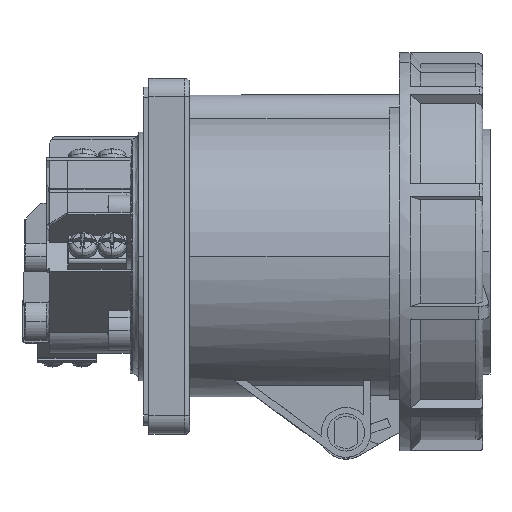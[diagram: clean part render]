
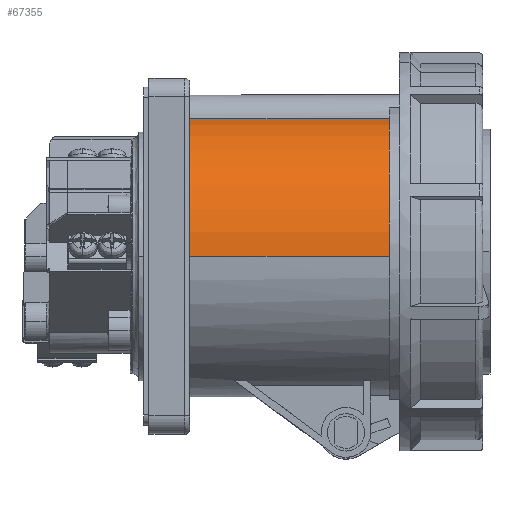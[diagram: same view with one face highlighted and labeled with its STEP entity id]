
A CAD part, top view. The second image highlights one B-rep face of the part: STEP entity #67355.
In plain terms, the highlighted cylindrical face has radius 39.5 mm (diameter 79 mm), a partial arc.
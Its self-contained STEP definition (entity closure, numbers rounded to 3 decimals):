
#712 = CARTESIAN_POINT ( 'NONE',  ( 26.7, 0., 0. ) ) ;
#1574 = CARTESIAN_POINT ( 'NONE',  ( -29.5, 38.781, 7.5 ) ) ;
#2451 = VERTEX_POINT ( 'NONE', #63514 ) ;
#2674 = CIRCLE ( 'NONE', #11375, 39.5 ) ;
#5646 = DIRECTION ( 'NONE',  ( 1., 0., 0. ) ) ;
#7381 = EDGE_CURVE ( 'NONE', #2451, #10772, #8414, .T. ) ;
#8088 = CARTESIAN_POINT ( 'NONE',  ( -29.5, 0., 0. ) ) ;
#8414 = LINE ( 'NONE', #54793, #59629 ) ;
#8498 = VERTEX_POINT ( 'NONE', #20919 ) ;
#9947 = VERTEX_POINT ( 'NONE', #1574 ) ;
#10772 = VERTEX_POINT ( 'NONE', #67094 ) ;
#11107 = DIRECTION ( 'NONE',  ( 0., 0., -1. ) ) ;
#11375 = AXIS2_PLACEMENT_3D ( 'NONE', #712, #16058, #15372 ) ;
#14088 = EDGE_LOOP ( 'NONE', ( #67461, #63836, #30292, #21136 ) ) ;
#15370 = LINE ( 'NONE', #36230, #52824 ) ;
#15372 = DIRECTION ( 'NONE',  ( 0., 0., -1. ) ) ;
#16058 = DIRECTION ( 'NONE',  ( -1., 0., 0. ) ) ;
#18942 = DIRECTION ( 'NONE',  ( 1., 0., 0. ) ) ;
#20277 = CIRCLE ( 'NONE', #41006, 39.5 ) ;
#20919 = CARTESIAN_POINT ( 'NONE',  ( 26.7, 38.781, 7.5 ) ) ;
#20952 = EDGE_CURVE ( 'NONE', #10772, #8498, #2674, .T. ) ;
#21136 = ORIENTED_EDGE ( 'NONE', *, *, #59494, .T. ) ;
#25975 = DIRECTION ( 'NONE',  ( -1., 0., 0. ) ) ;
#28242 = DIRECTION ( 'NONE',  ( 0., 0., -1. ) ) ;
#30292 = ORIENTED_EDGE ( 'NONE', *, *, #20952, .T. ) ;
#32610 = CARTESIAN_POINT ( 'NONE',  ( -45., 0., 0. ) ) ;
#36230 = CARTESIAN_POINT ( 'NONE',  ( -45., 38.781, 7.5 ) ) ;
#37002 = EDGE_CURVE ( 'NONE', #9947, #2451, #20277, .T. ) ;
#40805 = FACE_OUTER_BOUND ( 'NONE', #14088, .T. ) ;
#41006 = AXIS2_PLACEMENT_3D ( 'NONE', #8088, #60619, #28242 ) ;
#52824 = VECTOR ( 'NONE', #25975, 1000. ) ;
#54793 = CARTESIAN_POINT ( 'NONE',  ( -45., 0., 39.5 ) ) ;
#56760 = AXIS2_PLACEMENT_3D ( 'NONE', #32610, #5646, #11107 ) ;
#59494 = EDGE_CURVE ( 'NONE', #8498, #9947, #15370, .T. ) ;
#59629 = VECTOR ( 'NONE', #18942, 1000. ) ;
#60619 = DIRECTION ( 'NONE',  ( 1., 0., 0. ) ) ;
#61620 = CYLINDRICAL_SURFACE ( 'NONE', #56760, 39.5 ) ;
#63514 = CARTESIAN_POINT ( 'NONE',  ( -29.5, 0., 39.5 ) ) ;
#63836 = ORIENTED_EDGE ( 'NONE', *, *, #7381, .T. ) ;
#67094 = CARTESIAN_POINT ( 'NONE',  ( 26.7, 0., 39.5 ) ) ;
#67355 = ADVANCED_FACE ( 'NONE', ( #40805 ), #61620, .T. ) ;
#67461 = ORIENTED_EDGE ( 'NONE', *, *, #37002, .T. ) ;
